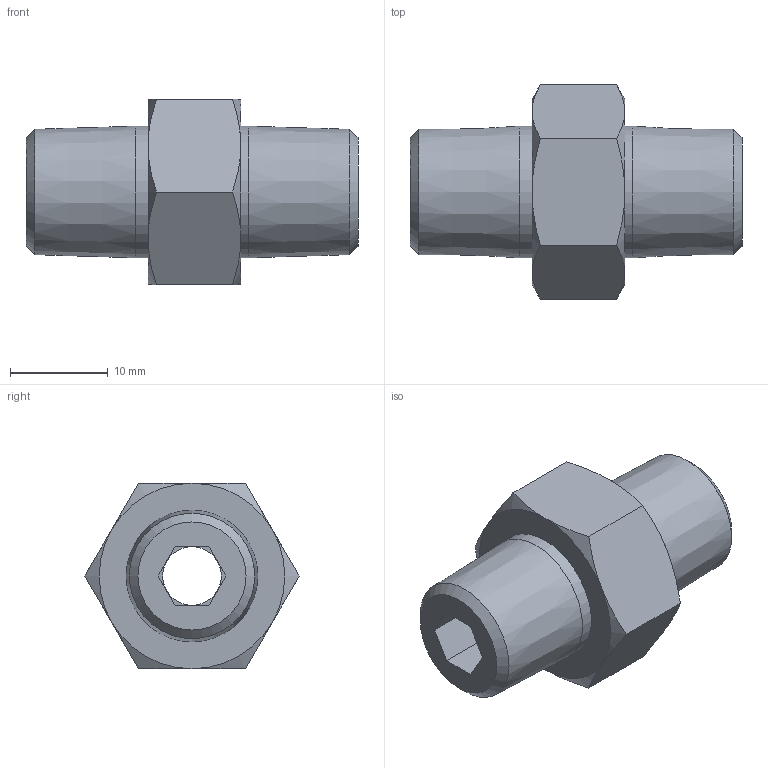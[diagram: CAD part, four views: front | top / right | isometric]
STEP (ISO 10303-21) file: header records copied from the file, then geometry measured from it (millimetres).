
FILE_DESCRIPTION(/* description */ ('STEP AP214'),/* implementation_level */ '2;1');
FILE_NAME(/* name */ '151521_ESK-1_4-1_4',/* time_stamp */ '2024-08-21T11:46:18+02:00',/* author */ ('License CC BY-ND 4.0'),/* organization */ ('CADENAS'),/* preprocessor_version */ 'ST-DEVELOPER v19.3',/* originating_system */ 'PARTsolutions',/* authorisation */ ' ');
FILE_SCHEMA (('AUTOMOTIVE_DESIGN {1 0 10303 214 3 1 1}'));
Length unit declared in the file: millimetre
Products named in the file (1): 151521 ESK-1/4-1/4
Bounding box: 34 x 21.94 x 19 mm (x, y, z)
Volume: 5096.3 mm3; surface area: 2822.9 mm2
Topology: 1 solids, 1 shells, 56 faces, 123 edges, 72 vertices
Faces by surface type: plane 35, cone 17, cylinder 4
Full cylindrical faces by diameter (mm): 6 x1, 6.93 x1, 13.482 x2
Entity records: 1506 total; most frequent: CARTESIAN_POINT 313, DIRECTION 238, ORIENTED_EDGE 226, EDGE_CURVE 113, AXIS2_PLACEMENT_3D 92, VERTEX_POINT 71, EDGE_LOOP 70, FACE_BOUND 70
